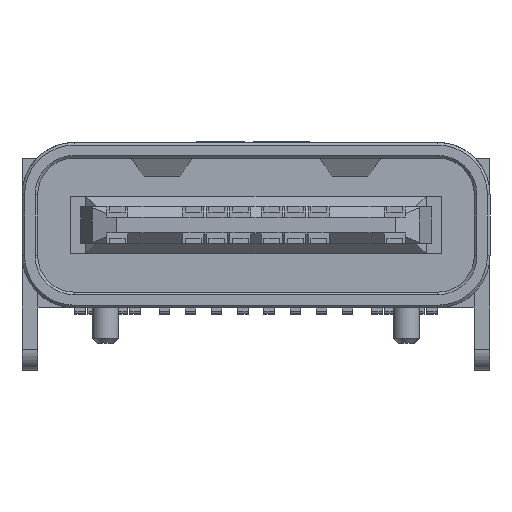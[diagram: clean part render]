
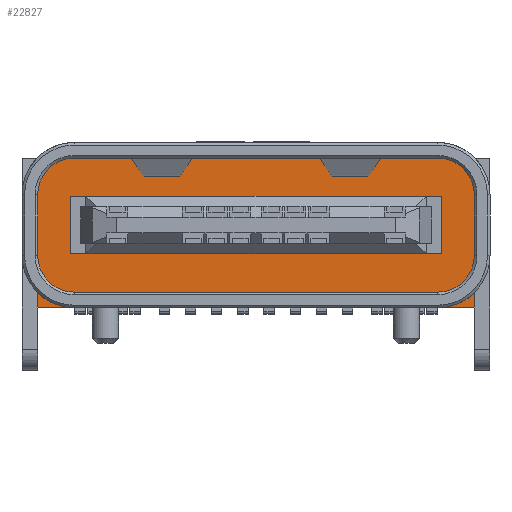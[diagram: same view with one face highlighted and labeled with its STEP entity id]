
A CAD part, front view. The second image highlights one B-rep face of the part: STEP entity #22827.
In plain terms, the highlighted planar face has unit normal (0, -1, 0).
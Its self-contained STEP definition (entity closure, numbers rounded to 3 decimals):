
#811 = EDGE_CURVE ( 'NONE', #36972, #17598, #2351, .T. ) ;
#1096 = CARTESIAN_POINT ( 'NONE',  ( -3.55, 1.55, 2.13 ) ) ;
#2251 = CARTESIAN_POINT ( 'NONE',  ( -3.47, 1.55, 2.86 ) ) ;
#2351 = LINE ( 'NONE', #19924, #26888 ) ;
#3796 = CARTESIAN_POINT ( 'NONE',  ( -3.55, 1.55, 1.03 ) ) ;
#4215 = CARTESIAN_POINT ( 'NONE',  ( 3.55, 1.55, 2.13 ) ) ;
#4395 = PLANE ( 'NONE',  #6525 ) ;
#5173 = LINE ( 'NONE', #28927, #30519 ) ;
#5325 = DIRECTION ( 'NONE',  ( 0., 0., -1. ) ) ;
#5780 = DIRECTION ( 'NONE',  ( 1., 0., 0. ) ) ;
#6385 = DIRECTION ( 'NONE',  ( 0., 0., -1. ) ) ;
#6525 = AXIS2_PLACEMENT_3D ( 'NONE', #27949, #36992, #21656 ) ;
#6577 = LINE ( 'NONE', #30299, #15711 ) ;
#6671 = EDGE_CURVE ( 'NONE', #20982, #36972, #23742, .T. ) ;
#6689 = VERTEX_POINT ( 'NONE', #29988 ) ;
#6928 = EDGE_CURVE ( 'NONE', #19338, #12543, #6577, .T. ) ;
#7512 = FACE_BOUND ( 'NONE', #33489, .T. ) ;
#7667 = ORIENTED_EDGE ( 'NONE', *, *, #13347, .T. ) ;
#8288 = CARTESIAN_POINT ( 'NONE',  ( 3.47, 1.55, 2.16 ) ) ;
#8509 = ORIENTED_EDGE ( 'NONE', *, *, #811, .F. ) ;
#8641 = CARTESIAN_POINT ( 'NONE',  ( 3.47, 1.55, 2.86 ) ) ;
#8674 = CARTESIAN_POINT ( 'NONE',  ( 4.17, 1.55, 1. ) ) ;
#8731 = ORIENTED_EDGE ( 'NONE', *, *, #6671, .F. ) ;
#8976 = ORIENTED_EDGE ( 'NONE', *, *, #27449, .T. ) ;
#9668 = VERTEX_POINT ( 'NONE', #28318 ) ;
#10520 = CARTESIAN_POINT ( 'NONE',  ( -3.55, 1.55, 2.13 ) ) ;
#11050 = CARTESIAN_POINT ( 'NONE',  ( -4.17, 1.55, 1. ) ) ;
#11119 = VERTEX_POINT ( 'NONE', #25737 ) ;
#11120 = EDGE_CURVE ( 'NONE', #9668, #20982, #37488, .T. ) ;
#11455 = VECTOR ( 'NONE', #36401, 1000. ) ;
#12543 = VERTEX_POINT ( 'NONE', #3796 ) ;
#13347 = EDGE_CURVE ( 'NONE', #19806, #6689, #31734, .T. ) ;
#14042 = ORIENTED_EDGE ( 'NONE', *, *, #30742, .T. ) ;
#14602 = VECTOR ( 'NONE', #20676, 1000. ) ;
#15711 = VECTOR ( 'NONE', #6385, 1000. ) ;
#16098 = LINE ( 'NONE', #1096, #11455 ) ;
#17532 = AXIS2_PLACEMENT_3D ( 'NONE', #34296, #31745, #28887 ) ;
#17598 = VERTEX_POINT ( 'NONE', #8641 ) ;
#17690 = CARTESIAN_POINT ( 'NONE',  ( -3.55, 1.55, 1.03 ) ) ;
#17937 = VECTOR ( 'NONE', #5780, 1000. ) ;
#18276 = CARTESIAN_POINT ( 'NONE',  ( -4.17, 1.55, 2.16 ) ) ;
#18513 = ORIENTED_EDGE ( 'NONE', *, *, #11120, .F. ) ;
#19338 = VERTEX_POINT ( 'NONE', #10520 ) ;
#19806 = VERTEX_POINT ( 'NONE', #30334 ) ;
#19924 = CARTESIAN_POINT ( 'NONE',  ( -3.47, 1.55, 2.86 ) ) ;
#20502 = AXIS2_PLACEMENT_3D ( 'NONE', #8288, #29136, #37801 ) ;
#20542 = ORIENTED_EDGE ( 'NONE', *, *, #6928, .F. ) ;
#20676 = DIRECTION ( 'NONE',  ( 0., 0., 1. ) ) ;
#20770 = VERTEX_POINT ( 'NONE', #23974 ) ;
#20982 = VERTEX_POINT ( 'NONE', #18276 ) ;
#21656 = DIRECTION ( 'NONE',  ( 0., 0., 1. ) ) ;
#22776 = DIRECTION ( 'NONE',  ( -1., 0., 0. ) ) ;
#22827 = ADVANCED_FACE ( 'NONE', ( #7512, #33564 ), #4395, .T. ) ;
#22962 = EDGE_CURVE ( 'NONE', #20770, #9668, #5173, .T. ) ;
#23160 = EDGE_CURVE ( 'NONE', #19806, #19338, #16098, .T. ) ;
#23342 = LINE ( 'NONE', #17690, #17937 ) ;
#23359 = VECTOR ( 'NONE', #25933, 1000. ) ;
#23742 = CIRCLE ( 'NONE', #17532, 0.7 ) ;
#23974 = CARTESIAN_POINT ( 'NONE',  ( 4.17, 1.55, 0. ) ) ;
#24074 = ORIENTED_EDGE ( 'NONE', *, *, #23160, .F. ) ;
#25737 = CARTESIAN_POINT ( 'NONE',  ( 4.17, 1.55, 2.16 ) ) ;
#25933 = DIRECTION ( 'NONE',  ( 0., 0., 1. ) ) ;
#26888 = VECTOR ( 'NONE', #31276, 1000. ) ;
#27449 = EDGE_CURVE ( 'NONE', #20770, #11119, #35129, .T. ) ;
#27949 = CARTESIAN_POINT ( 'NONE',  ( -4.17, 1.55, 11.398 ) ) ;
#28318 = CARTESIAN_POINT ( 'NONE',  ( -4.17, 1.55, 0. ) ) ;
#28887 = DIRECTION ( 'NONE',  ( 0., 0., 1. ) ) ;
#28927 = CARTESIAN_POINT ( 'NONE',  ( 4.17, 1.55, 0. ) ) ;
#29136 = DIRECTION ( 'NONE',  ( 0., -1., 0. ) ) ;
#29988 = CARTESIAN_POINT ( 'NONE',  ( 3.55, 1.55, 1.03 ) ) ;
#30299 = CARTESIAN_POINT ( 'NONE',  ( -3.55, 1.55, 2.13 ) ) ;
#30334 = CARTESIAN_POINT ( 'NONE',  ( 3.55, 1.55, 2.13 ) ) ;
#30519 = VECTOR ( 'NONE', #22776, 1000. ) ;
#30742 = EDGE_CURVE ( 'NONE', #11119, #17598, #35256, .T. ) ;
#31246 = EDGE_CURVE ( 'NONE', #12543, #6689, #23342, .T. ) ;
#31276 = DIRECTION ( 'NONE',  ( 1., 0., 0. ) ) ;
#31734 = LINE ( 'NONE', #4215, #36867 ) ;
#31745 = DIRECTION ( 'NONE',  ( 0., 1., 0. ) ) ;
#33489 = EDGE_LOOP ( 'NONE', ( #24074, #7667, #34863, #20542 ) ) ;
#33564 = FACE_OUTER_BOUND ( 'NONE', #35016, .T. ) ;
#34296 = CARTESIAN_POINT ( 'NONE',  ( -3.47, 1.55, 2.16 ) ) ;
#34863 = ORIENTED_EDGE ( 'NONE', *, *, #31246, .F. ) ;
#35016 = EDGE_LOOP ( 'NONE', ( #14042, #8509, #8731, #18513, #35590, #8976 ) ) ;
#35129 = LINE ( 'NONE', #8674, #14602 ) ;
#35256 = CIRCLE ( 'NONE', #20502, 0.7 ) ;
#35590 = ORIENTED_EDGE ( 'NONE', *, *, #22962, .F. ) ;
#36401 = DIRECTION ( 'NONE',  ( -1., 0., 0. ) ) ;
#36867 = VECTOR ( 'NONE', #5325, 1000. ) ;
#36972 = VERTEX_POINT ( 'NONE', #2251 ) ;
#36992 = DIRECTION ( 'NONE',  ( 0., -1., 0. ) ) ;
#37488 = LINE ( 'NONE', #11050, #23359 ) ;
#37801 = DIRECTION ( 'NONE',  ( 0., 0., 1. ) ) ;
